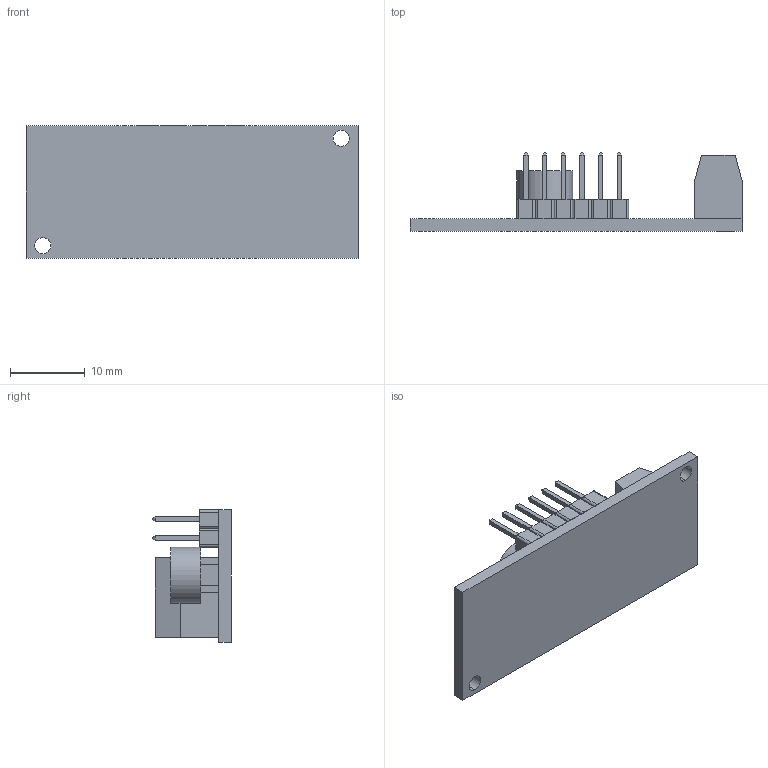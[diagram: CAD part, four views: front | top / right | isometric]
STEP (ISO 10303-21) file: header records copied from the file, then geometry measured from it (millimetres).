
FILE_DESCRIPTION (( 'STEP AP214' ), '1' );
FILE_NAME ('Eggtimer_Quark.STEP', '2023-03-22T10:21:28', ( '' ), ( '' ), 'SwSTEP 2.0', 'SolidWorks 2022', '' );
FILE_SCHEMA (( 'AUTOMOTIVE_DESIGN' ));
Length unit declared in the file: inch
Products named in the file (1): Eggtimer_Quark
Bounding box: 44.45 x 10.5 x 17.7 mm (x, y, z)
Volume: 2148.1 mm3; surface area: 2905.1 mm2
Topology: 21 solids, 21 shells, 263 faces, 594 edges, 384 vertices
Faces by surface type: plane 211, cylinder 52
Entity records: 7957 total; most frequent: DIRECTION 1242, CARTESIAN_POINT 1242, ORIENTED_EDGE 1188, EDGE_CURVE 594, LINE 474, VECTOR 474, VERTEX_POINT 384, AXIS2_PLACEMENT_3D 384
